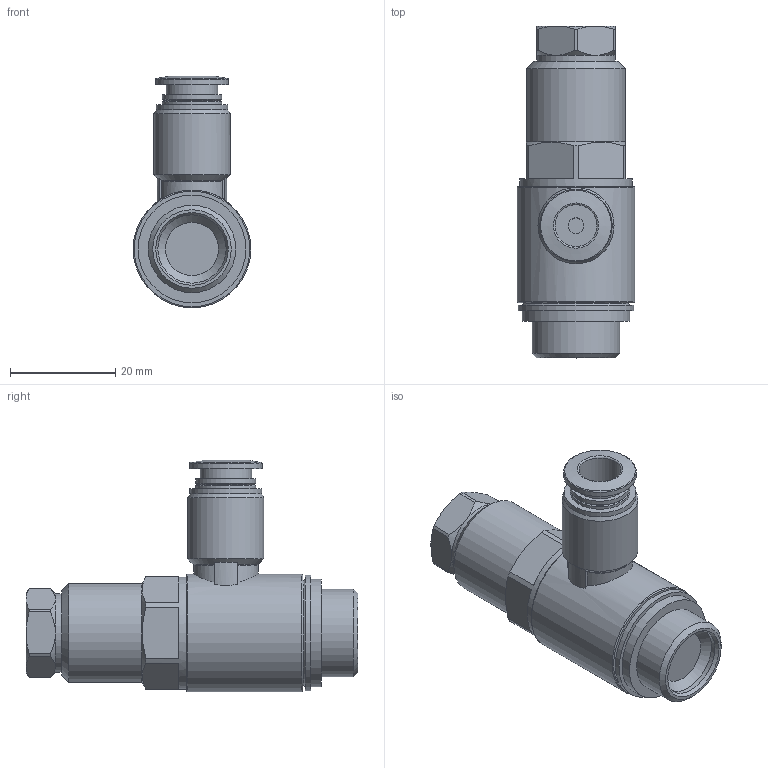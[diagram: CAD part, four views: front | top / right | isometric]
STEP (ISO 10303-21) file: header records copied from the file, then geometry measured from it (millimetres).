
FILE_DESCRIPTION(/* description */ ('STEP AP214'),/* implementation_level */ '2;1');
FILE_NAME(/* name */ '530043_HGL-3_8-QS-8',/* time_stamp */ '2024-08-22T14:47:26+02:00',/* author */ ('License CC BY-ND 4.0'),/* organization */ ('CADENAS'),/* preprocessor_version */ 'ST-DEVELOPER v19.3',/* originating_system */ 'PARTsolutions',/* authorisation */ ' ');
FILE_SCHEMA (('AUTOMOTIVE_DESIGN {1 0 10303 214 3 1 1}'));
Length unit declared in the file: millimetre
Products named in the file (1): 530043 HGL-3/8-QS-8
Bounding box: 22.4 x 63.2 x 44.1 mm (x, y, z)
Volume: 19489.6 mm3; surface area: 7262.5 mm2
Topology: 1 solids, 1 shells, 95 faces, 209 edges, 128 vertices
Faces by surface type: plane 36, cylinder 28, cone 24, torus 7
Full cylindrical faces by diameter (mm): 3 x1, 8 x1, 9.8 x1, 11.4 x2, 11.445 x1, 13 x1, 13.675 x1, 13.8 x1, 14.5 x1, 15 x1, 16.662 x1, 18.8 x1, 20.15 x1, 20.5 x1, 21.4 x1, 22 x1, 22.4 x1
Entity records: 3162 total; most frequent: CARTESIAN_POINT 548, DIRECTION 412, ORIENTED_EDGE 342, AXIS2_PLACEMENT_3D 187, EDGE_CURVE 171, EDGE_LOOP 142, FACE_BOUND 142, VERTEX_POINT 125
